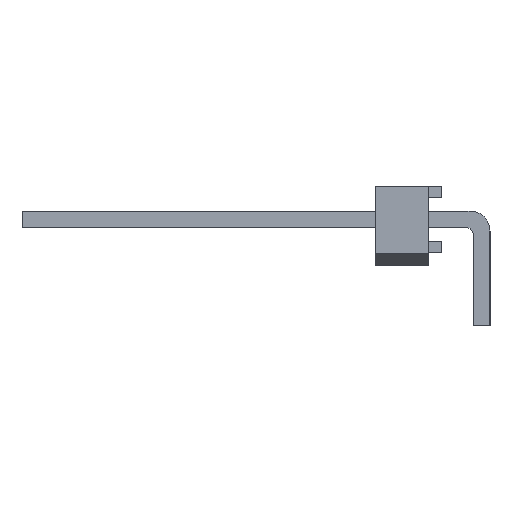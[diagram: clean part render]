
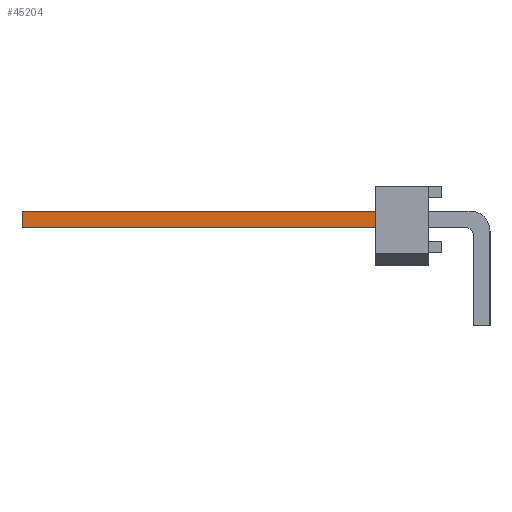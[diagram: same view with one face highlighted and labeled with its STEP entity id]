
A CAD part, left-side view. The second image highlights one B-rep face of the part: STEP entity #45204.
In plain terms, the highlighted face is planar.
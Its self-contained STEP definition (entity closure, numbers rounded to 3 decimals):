
#43319 = VERTEX_POINT('',#43320);
#43320 = CARTESIAN_POINT('',(37.148,17.526,-0.318));
#43326 = EDGE_CURVE('',#43327,#43319,#43329,.T.);
#43327 = VERTEX_POINT('',#43328);
#43328 = CARTESIAN_POINT('',(37.148,2.921,-0.318));
#43329 = LINE('',#43330,#43331);
#43330 = CARTESIAN_POINT('',(37.148,0.445,-0.318));
#43331 = VECTOR('',#43332,1.);
#43332 = DIRECTION('',(0.,1.,0.));
#44519 = VERTEX_POINT('',#44520);
#44520 = CARTESIAN_POINT('',(37.148,2.921,0.318));
#44526 = EDGE_CURVE('',#44527,#44519,#44529,.T.);
#44527 = VERTEX_POINT('',#44528);
#44528 = CARTESIAN_POINT('',(37.148,17.526,0.318));
#44529 = LINE('',#44530,#44531);
#44530 = CARTESIAN_POINT('',(37.148,17.526,0.318));
#44531 = VECTOR('',#44532,1.);
#44532 = DIRECTION('',(0.,-1.,0.));
#45193 = EDGE_CURVE('',#43319,#44527,#45194,.T.);
#45194 = LINE('',#45195,#45196);
#45195 = CARTESIAN_POINT('',(37.148,17.526,-0.318));
#45196 = VECTOR('',#45197,1.);
#45197 = DIRECTION('',(0.,0.,1.));
#45204 = ADVANCED_FACE('',(#45205),#45216,.T.);
#45205 = FACE_BOUND('',#45206,.T.);
#45206 = EDGE_LOOP('',(#45207,#45208,#45214,#45215));
#45207 = ORIENTED_EDGE('',*,*,#44526,.T.);
#45208 = ORIENTED_EDGE('',*,*,#45209,.T.);
#45209 = EDGE_CURVE('',#44519,#43327,#45210,.T.);
#45210 = LINE('',#45211,#45212);
#45211 = CARTESIAN_POINT('',(37.148,2.921,0.445));
#45212 = VECTOR('',#45213,1.);
#45213 = DIRECTION('',(0.,0.,-1.));
#45214 = ORIENTED_EDGE('',*,*,#43326,.T.);
#45215 = ORIENTED_EDGE('',*,*,#45193,.T.);
#45216 = PLANE('',#45217);
#45217 = AXIS2_PLACEMENT_3D('',#45218,#45219,#45220);
#45218 = CARTESIAN_POINT('',(37.148,0.445,0.445));
#45219 = DIRECTION('',(1.,0.,0.));
#45220 = DIRECTION('',(0.,0.,-1.));
